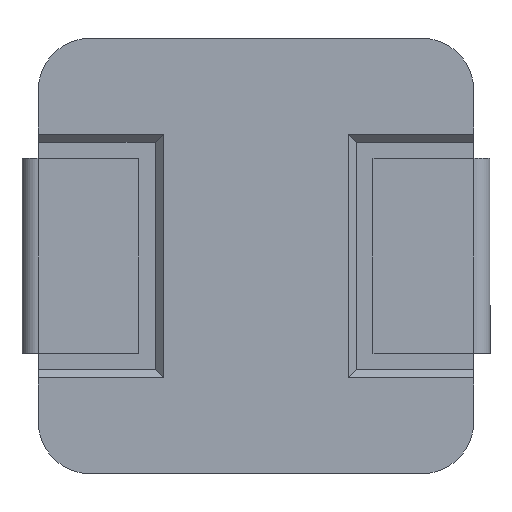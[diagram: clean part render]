
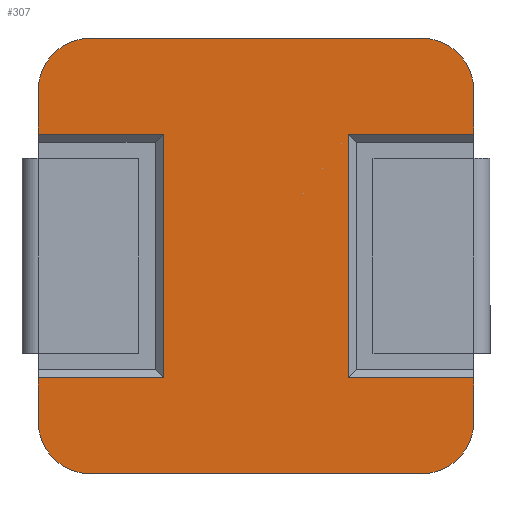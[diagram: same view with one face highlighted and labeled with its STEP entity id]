
A CAD part, front view. The second image highlights one B-rep face of the part: STEP entity #307.
In plain terms, the highlighted planar face has unit normal (0, -1, 0).
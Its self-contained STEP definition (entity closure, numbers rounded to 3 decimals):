
#1 = CARTESIAN_POINT ( 'NONE',  ( 3.35, 0.25, 2.55 ) ) ;
#15 = DIRECTION ( 'NONE',  ( 0., 0., 1. ) ) ;
#16 = VECTOR ( 'NONE', #858, 1000. ) ;
#23 = ORIENTED_EDGE ( 'NONE', *, *, #711, .T. ) ;
#27 = VERTEX_POINT ( 'NONE', #496 ) ;
#51 = EDGE_CURVE ( 'NONE', #212, #245, #944, .T. ) ;
#59 = DIRECTION ( 'NONE',  ( 0., -1., 0. ) ) ;
#60 = LINE ( 'NONE', #254, #455 ) ;
#70 = ORIENTED_EDGE ( 'NONE', *, *, #225, .T. ) ;
#74 = EDGE_CURVE ( 'NONE', #983, #1024, #504, .T. ) ;
#76 = VECTOR ( 'NONE', #862, 1000. ) ;
#92 = ORIENTED_EDGE ( 'NONE', *, *, #1140, .T. ) ;
#95 = CARTESIAN_POINT ( 'NONE',  ( -2.55, 0.25, 2.55 ) ) ;
#96 = EDGE_CURVE ( 'NONE', #245, #230, #642, .T. ) ;
#114 = EDGE_CURVE ( 'NONE', #522, #476, #672, .T. ) ;
#123 = VERTEX_POINT ( 'NONE', #142 ) ;
#129 = VECTOR ( 'NONE', #1134, 1000. ) ;
#130 = VECTOR ( 'NONE', #580, 1000. ) ;
#133 = AXIS2_PLACEMENT_3D ( 'NONE', #95, #992, #888 ) ;
#136 = VERTEX_POINT ( 'NONE', #588 ) ;
#139 = VECTOR ( 'NONE', #874, 1000. ) ;
#142 = CARTESIAN_POINT ( 'NONE',  ( 3.35, 0.25, -1.875 ) ) ;
#156 = CARTESIAN_POINT ( 'NONE',  ( -1.425, 0.25, 1.875 ) ) ;
#163 = ORIENTED_EDGE ( 'NONE', *, *, #398, .T. ) ;
#172 = VERTEX_POINT ( 'NONE', #243 ) ;
#182 = LINE ( 'NONE', #324, #76 ) ;
#195 = VECTOR ( 'NONE', #942, 1000. ) ;
#197 = VECTOR ( 'NONE', #720, 1000. ) ;
#201 = ORIENTED_EDGE ( 'NONE', *, *, #114, .T. ) ;
#204 = CARTESIAN_POINT ( 'NONE',  ( -3.35, 0.25, -2.55 ) ) ;
#209 = AXIS2_PLACEMENT_3D ( 'NONE', #517, #977, #521 ) ;
#212 = VERTEX_POINT ( 'NONE', #1161 ) ;
#225 = EDGE_CURVE ( 'NONE', #1129, #136, #242, .T. ) ;
#226 = ORIENTED_EDGE ( 'NONE', *, *, #890, .T. ) ;
#230 = VERTEX_POINT ( 'NONE', #889 ) ;
#242 = LINE ( 'NONE', #534, #887 ) ;
#243 = CARTESIAN_POINT ( 'NONE',  ( -2.55, 0.25, 3.35 ) ) ;
#245 = VERTEX_POINT ( 'NONE', #1 ) ;
#246 = CARTESIAN_POINT ( 'NONE',  ( -2.55, 0.25, 3.35 ) ) ;
#254 = CARTESIAN_POINT ( 'NONE',  ( -3.35, 0.25, 2.55 ) ) ;
#265 = CARTESIAN_POINT ( 'NONE',  ( 0., 0.25, 0. ) ) ;
#284 = CARTESIAN_POINT ( 'NONE',  ( -3.35, 0.25, 2.55 ) ) ;
#307 = ADVANCED_FACE ( 'NONE', ( #617 ), #702, .F. ) ;
#324 = CARTESIAN_POINT ( 'NONE',  ( 0., 0.25, -1.875 ) ) ;
#356 = CARTESIAN_POINT ( 'NONE',  ( 2.55, 0.25, -3.35 ) ) ;
#363 = EDGE_CURVE ( 'NONE', #123, #983, #1072, .T. ) ;
#365 = CARTESIAN_POINT ( 'NONE',  ( 0., 0.25, 1.875 ) ) ;
#372 = CARTESIAN_POINT ( 'NONE',  ( 1.425, 0.25, 1.875 ) ) ;
#375 = EDGE_CURVE ( 'NONE', #1024, #212, #701, .T. ) ;
#387 = VERTEX_POINT ( 'NONE', #356 ) ;
#397 = CARTESIAN_POINT ( 'NONE',  ( 3.35, 0.25, 2.55 ) ) ;
#398 = EDGE_CURVE ( 'NONE', #737, #522, #402, .T. ) ;
#402 = LINE ( 'NONE', #284, #197 ) ;
#455 = VECTOR ( 'NONE', #956, 1000. ) ;
#456 = LINE ( 'NONE', #397, #129 ) ;
#476 = VERTEX_POINT ( 'NONE', #834 ) ;
#483 = CARTESIAN_POINT ( 'NONE',  ( 0., 0.25, 1.875 ) ) ;
#492 = ORIENTED_EDGE ( 'NONE', *, *, #363, .T. ) ;
#496 = CARTESIAN_POINT ( 'NONE',  ( 3.35, 0.25, -2.55 ) ) ;
#498 = CARTESIAN_POINT ( 'NONE',  ( -2.55, 0.25, -3.35 ) ) ;
#501 = CARTESIAN_POINT ( 'NONE',  ( -3.35, 0.25, -1.875 ) ) ;
#504 = LINE ( 'NONE', #1119, #130 ) ;
#510 = ORIENTED_EDGE ( 'NONE', *, *, #74, .T. ) ;
#517 = CARTESIAN_POINT ( 'NONE',  ( 2.55, 0.25, -2.55 ) ) ;
#521 = DIRECTION ( 'NONE',  ( 0., 0., 1. ) ) ;
#522 = VERTEX_POINT ( 'NONE', #204 ) ;
#533 = VECTOR ( 'NONE', #626, 1000. ) ;
#534 = CARTESIAN_POINT ( 'NONE',  ( -1.425, 0.25, 0. ) ) ;
#546 = LINE ( 'NONE', #246, #139 ) ;
#547 = DIRECTION ( 'NONE',  ( 0., 1., 0. ) ) ;
#561 = AXIS2_PLACEMENT_3D ( 'NONE', #767, #662, #937 ) ;
#574 = VERTEX_POINT ( 'NONE', #744 ) ;
#580 = DIRECTION ( 'NONE',  ( 0., 0., 1. ) ) ;
#588 = CARTESIAN_POINT ( 'NONE',  ( -1.425, 0.25, -1.875 ) ) ;
#597 = CARTESIAN_POINT ( 'NONE',  ( -2.55, 0.25, -2.55 ) ) ;
#612 = CARTESIAN_POINT ( 'NONE',  ( -3.35, 0.25, 2.55 ) ) ;
#617 = FACE_OUTER_BOUND ( 'NONE', #894, .T. ) ;
#623 = AXIS2_PLACEMENT_3D ( 'NONE', #597, #59, #771 ) ;
#626 = DIRECTION ( 'NONE',  ( 1., 0., 0. ) ) ;
#640 = VECTOR ( 'NONE', #902, 1000. ) ;
#641 = EDGE_CURVE ( 'NONE', #574, #1129, #1044, .T. ) ;
#642 = CIRCLE ( 'NONE', #561, 0.8 ) ;
#649 = CARTESIAN_POINT ( 'NONE',  ( 1.425, 0.25, -1.875 ) ) ;
#651 = EDGE_CURVE ( 'NONE', #136, #737, #182, .T. ) ;
#659 = ORIENTED_EDGE ( 'NONE', *, *, #1062, .T. ) ;
#662 = DIRECTION ( 'NONE',  ( 0., -1., 0. ) ) ;
#672 = CIRCLE ( 'NONE', #623, 0.8 ) ;
#701 = LINE ( 'NONE', #365, #533 ) ;
#702 = PLANE ( 'NONE',  #970 ) ;
#711 = EDGE_CURVE ( 'NONE', #27, #123, #456, .T. ) ;
#720 = DIRECTION ( 'NONE',  ( 0., 0., -1. ) ) ;
#730 = EDGE_CURVE ( 'NONE', #387, #27, #885, .T. ) ;
#737 = VERTEX_POINT ( 'NONE', #501 ) ;
#744 = CARTESIAN_POINT ( 'NONE',  ( -3.35, 0.25, 1.875 ) ) ;
#751 = ORIENTED_EDGE ( 'NONE', *, *, #375, .T. ) ;
#765 = VERTEX_POINT ( 'NONE', #612 ) ;
#767 = CARTESIAN_POINT ( 'NONE',  ( 2.55, 0.25, 2.55 ) ) ;
#771 = DIRECTION ( 'NONE',  ( 0., 0., 1. ) ) ;
#793 = ORIENTED_EDGE ( 'NONE', *, *, #730, .T. ) ;
#802 = DIRECTION ( 'NONE',  ( 0., 0., -1. ) ) ;
#834 = CARTESIAN_POINT ( 'NONE',  ( -2.55, 0.25, -3.35 ) ) ;
#843 = ORIENTED_EDGE ( 'NONE', *, *, #96, .T. ) ;
#845 = DIRECTION ( 'NONE',  ( 0., 0., 1. ) ) ;
#848 = CARTESIAN_POINT ( 'NONE',  ( 3.35, 0.25, 2.55 ) ) ;
#858 = DIRECTION ( 'NONE',  ( 1., 0., 0. ) ) ;
#862 = DIRECTION ( 'NONE',  ( -1., 0., 0. ) ) ;
#874 = DIRECTION ( 'NONE',  ( -1., 0., 0. ) ) ;
#885 = CIRCLE ( 'NONE', #209, 0.8 ) ;
#887 = VECTOR ( 'NONE', #802, 1000. ) ;
#888 = DIRECTION ( 'NONE',  ( 0., 0., 1. ) ) ;
#889 = CARTESIAN_POINT ( 'NONE',  ( 2.55, 0.25, 3.35 ) ) ;
#890 = EDGE_CURVE ( 'NONE', #230, #172, #546, .T. ) ;
#894 = EDGE_LOOP ( 'NONE', ( #948, #965, #70, #1131, #163, #201, #659, #793, #23, #492, #510, #751, #932, #843, #226, #92 ) ) ;
#902 = DIRECTION ( 'NONE',  ( -1., 0., 0. ) ) ;
#910 = CARTESIAN_POINT ( 'NONE',  ( 0., 0.25, -1.875 ) ) ;
#932 = ORIENTED_EDGE ( 'NONE', *, *, #51, .T. ) ;
#937 = DIRECTION ( 'NONE',  ( 0., 0., 1. ) ) ;
#942 = DIRECTION ( 'NONE',  ( 1., 0., 0. ) ) ;
#944 = LINE ( 'NONE', #848, #1145 ) ;
#948 = ORIENTED_EDGE ( 'NONE', *, *, #1096, .T. ) ;
#956 = DIRECTION ( 'NONE',  ( 0., 0., -1. ) ) ;
#965 = ORIENTED_EDGE ( 'NONE', *, *, #641, .T. ) ;
#970 = AXIS2_PLACEMENT_3D ( 'NONE', #265, #547, #15 ) ;
#977 = DIRECTION ( 'NONE',  ( 0., -1., 0. ) ) ;
#983 = VERTEX_POINT ( 'NONE', #649 ) ;
#992 = DIRECTION ( 'NONE',  ( 0., -1., 0. ) ) ;
#1024 = VERTEX_POINT ( 'NONE', #372 ) ;
#1044 = LINE ( 'NONE', #483, #195 ) ;
#1062 = EDGE_CURVE ( 'NONE', #476, #387, #1121, .T. ) ;
#1072 = LINE ( 'NONE', #910, #640 ) ;
#1096 = EDGE_CURVE ( 'NONE', #765, #574, #60, .T. ) ;
#1111 = CIRCLE ( 'NONE', #133, 0.8 ) ;
#1119 = CARTESIAN_POINT ( 'NONE',  ( 1.425, 0.25, 0. ) ) ;
#1121 = LINE ( 'NONE', #498, #16 ) ;
#1129 = VERTEX_POINT ( 'NONE', #156 ) ;
#1131 = ORIENTED_EDGE ( 'NONE', *, *, #651, .T. ) ;
#1134 = DIRECTION ( 'NONE',  ( 0., 0., 1. ) ) ;
#1140 = EDGE_CURVE ( 'NONE', #172, #765, #1111, .T. ) ;
#1145 = VECTOR ( 'NONE', #845, 1000. ) ;
#1161 = CARTESIAN_POINT ( 'NONE',  ( 3.35, 0.25, 1.875 ) ) ;
